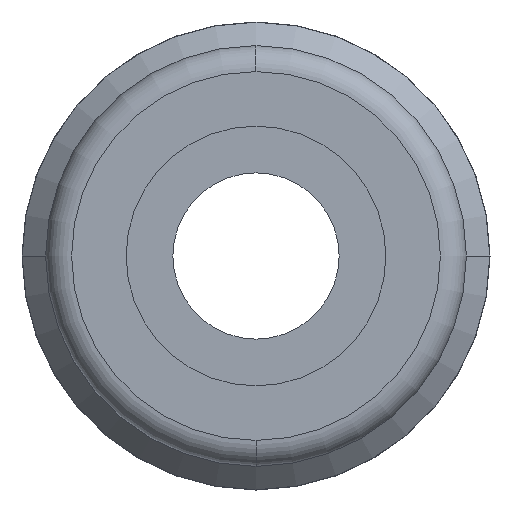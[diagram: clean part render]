
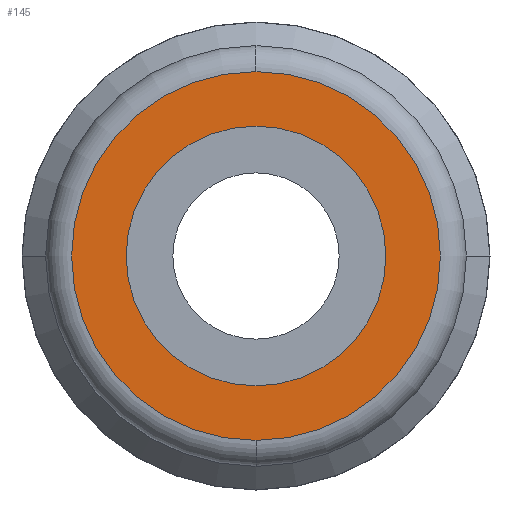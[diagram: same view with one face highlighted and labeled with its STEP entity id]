
A CAD part, front view. The second image highlights one B-rep face of the part: STEP entity #145.
In plain terms, the highlighted planar face has unit normal (0, -1, 0).
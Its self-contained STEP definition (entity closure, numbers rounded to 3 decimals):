
#145=ADVANCED_FACE('',(#292,#293),#294,.T.);
#292=FACE_BOUND('',#431,.T.);
#293=FACE_OUTER_BOUND('',#432,.T.);
#294=PLANE('',#433);
#431=EDGE_LOOP('',(#761,#762));
#432=EDGE_LOOP('',(#763,#764,#765));
#433=AXIS2_PLACEMENT_3D('',#766,#767,#768);
#761=ORIENTED_EDGE('',*,*,#849,.T.);
#762=ORIENTED_EDGE('',*,*,#839,.T.);
#763=ORIENTED_EDGE('',*,*,#812,.F.);
#764=ORIENTED_EDGE('',*,*,#811,.F.);
#765=ORIENTED_EDGE('',*,*,#872,.F.);
#766=CARTESIAN_POINT('',(1.775,0.0,0.0));
#767=DIRECTION('',(-0.0,-1.0,-0.0));
#768=DIRECTION('',(-1.0,0.0,0.0));
#811=EDGE_CURVE('',#961,#964,#965,.T.);
#812=EDGE_CURVE('',#964,#966,#967,.T.);
#839=EDGE_CURVE('',#1008,#1012,#1014,.T.);
#849=EDGE_CURVE('',#1012,#1008,#1028,.T.);
#872=EDGE_CURVE('',#966,#961,#1051,.T.);
#961=VERTEX_POINT('',#1158);
#964=VERTEX_POINT('',#1161);
#965=CIRCLE('',#1162,3.55);
#966=VERTEX_POINT('',#1163);
#967=CIRCLE('',#1164,3.55);
#1008=VERTEX_POINT('',#1213);
#1012=VERTEX_POINT('',#1218);
#1014=CIRCLE('',#1221,2.5);
#1028=CIRCLE('',#1237,2.5);
#1051=CIRCLE('',#1260,3.55);
#1158=CARTESIAN_POINT('',(0.,0.0,3.55));
#1161=CARTESIAN_POINT('',(3.55,0.0,0.0));
#1162=AXIS2_PLACEMENT_3D('',#1343,#1344,#1345);
#1163=CARTESIAN_POINT('',(0.,0.0,-3.55));
#1164=AXIS2_PLACEMENT_3D('',#1346,#1347,#1348);
#1213=CARTESIAN_POINT('',(2.5,0.0,0.));
#1218=CARTESIAN_POINT('',(-2.5,0.0,0.));
#1221=AXIS2_PLACEMENT_3D('',#1392,#1393,#1394);
#1237=AXIS2_PLACEMENT_3D('',#1409,#1410,#1411);
#1260=AXIS2_PLACEMENT_3D('',#1445,#1446,#1447);
#1343=CARTESIAN_POINT('',(0.0,0.0,0.0));
#1344=DIRECTION('',(-0.0,1.0,0.0));
#1345=DIRECTION('',(1.0,0.0,0.0));
#1346=CARTESIAN_POINT('',(0.0,0.0,0.0));
#1347=DIRECTION('',(-0.0,1.0,0.0));
#1348=DIRECTION('',(1.0,0.0,0.0));
#1392=CARTESIAN_POINT('',(0.0,0.0,0.0));
#1393=DIRECTION('',(-0.0,1.0,0.0));
#1394=DIRECTION('',(1.0,0.0,0.0));
#1409=CARTESIAN_POINT('',(0.0,0.0,0.0));
#1410=DIRECTION('',(-0.0,1.0,0.0));
#1411=DIRECTION('',(1.0,0.0,0.0));
#1445=CARTESIAN_POINT('',(0.0,0.0,0.0));
#1446=DIRECTION('',(-0.0,1.0,0.0));
#1447=DIRECTION('',(1.0,0.0,0.0));
